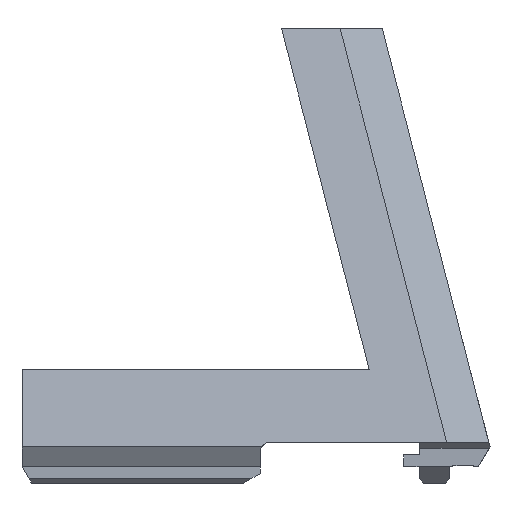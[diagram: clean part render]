
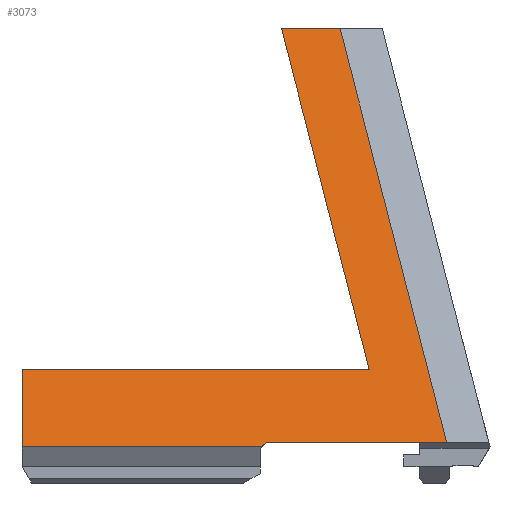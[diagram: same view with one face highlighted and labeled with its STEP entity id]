
A CAD part, left-side view. The second image highlights one B-rep face of the part: STEP entity #3073.
In plain terms, the highlighted planar face has unit normal (-0.968, 0, 0.249).
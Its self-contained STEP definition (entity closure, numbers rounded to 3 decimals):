
#10 = VECTOR ( 'NONE', #1823, 1000. ) ;
#101 = CARTESIAN_POINT ( 'NONE',  ( -272.388, -258.081, 107.153 ) ) ;
#142 = DIRECTION ( 'NONE',  ( 0.179, -0.696, 0.696 ) ) ;
#148 = ORIENTED_EDGE ( 'NONE', *, *, #1529, .F. ) ;
#158 = ORIENTED_EDGE ( 'NONE', *, *, #3222, .T. ) ;
#217 = VECTOR ( 'NONE', #610, 1000. ) ;
#282 = VECTOR ( 'NONE', #142, 1000. ) ;
#292 = LINE ( 'NONE', #2811, #2294 ) ;
#303 = LINE ( 'NONE', #1579, #10 ) ;
#323 = ORIENTED_EDGE ( 'NONE', *, *, #462, .T. ) ;
#350 = CARTESIAN_POINT ( 'NONE',  ( -293.848, -265.195, 23.873 ) ) ;
#357 = CARTESIAN_POINT ( 'NONE',  ( -281.319, 0., 72.494 ) ) ;
#365 = CARTESIAN_POINT ( 'NONE',  ( -293.848, -180.193, 23.873 ) ) ;
#394 = CARTESIAN_POINT ( 'NONE',  ( -319.54, -158.172, -75.828 ) ) ;
#410 = DIRECTION ( 'NONE',  ( 0., -1., 0. ) ) ;
#462 = EDGE_CURVE ( 'NONE', #3141, #2382, #2843, .T. ) ;
#505 = EDGE_CURVE ( 'NONE', #2899, #2910, #303, .T. ) ;
#560 = CARTESIAN_POINT ( 'NONE',  ( -298.454, -284.147, 6. ) ) ;
#610 = DIRECTION ( 'NONE',  ( 0., -1., 0. ) ) ;
#810 = VECTOR ( 'NONE', #918, 1000. ) ;
#905 = VECTOR ( 'NONE', #2067, 1000. ) ;
#910 = VECTOR ( 'NONE', #410, 1000. ) ;
#918 = DIRECTION ( 'NONE',  ( 0.242, 0.242, 0.94 ) ) ;
#1065 = DIRECTION ( 'NONE',  ( 0.968, 0., -0.25 ) ) ;
#1161 = EDGE_CURVE ( 'NONE', #2743, #2328, #2682, .T. ) ;
#1185 = VECTOR ( 'NONE', #1741, 1000. ) ;
#1394 = EDGE_CURVE ( 'NONE', #2910, #1640, #1707, .T. ) ;
#1458 = ORIENTED_EDGE ( 'NONE', *, *, #3133, .F. ) ;
#1529 = EDGE_CURVE ( 'NONE', #3141, #1743, #292, .T. ) ;
#1543 = DIRECTION ( 'NONE',  ( 0.25, 0., 0.968 ) ) ;
#1567 = CARTESIAN_POINT ( 'NONE',  ( -298.752, -238.842, 4.842 ) ) ;
#1579 = CARTESIAN_POINT ( 'NONE',  ( -294.846, -266.193, 20. ) ) ;
#1599 = LINE ( 'NONE', #2593, #217 ) ;
#1640 = VERTEX_POINT ( 'NONE', #101 ) ;
#1707 = LINE ( 'NONE', #1726, #1185 ) ;
#1726 = CARTESIAN_POINT ( 'NONE',  ( -272.388, 0., 107.153 ) ) ;
#1741 = DIRECTION ( 'NONE',  ( 0., -1., 0. ) ) ;
#1743 = VERTEX_POINT ( 'NONE', #365 ) ;
#1793 = EDGE_CURVE ( 'NONE', #2328, #1640, #2754, .T. ) ;
#1806 = CARTESIAN_POINT ( 'NONE',  ( -298.752, -238.5, 4.842 ) ) ;
#1823 = DIRECTION ( 'NONE',  ( 0.242, 0.242, 0.94 ) ) ;
#1903 = CARTESIAN_POINT ( 'NONE',  ( -272.388, -243.734, 107.153 ) ) ;
#1946 = CARTESIAN_POINT ( 'NONE',  ( -265.667, -251.36, 133.234 ) ) ;
#2056 = CARTESIAN_POINT ( 'NONE',  ( -298.454, -240., 6. ) ) ;
#2067 = DIRECTION ( 'NONE',  ( 0., -1., 0. ) ) ;
#2093 = PLANE ( 'NONE',  #2978 ) ;
#2167 = LINE ( 'NONE', #394, #282 ) ;
#2188 = CARTESIAN_POINT ( 'NONE',  ( -298.454, 0., 6. ) ) ;
#2290 = ORIENTED_EDGE ( 'NONE', *, *, #1161, .T. ) ;
#2294 = VECTOR ( 'NONE', #1543, 1000. ) ;
#2328 = VERTEX_POINT ( 'NONE', #560 ) ;
#2382 = VERTEX_POINT ( 'NONE', #1567 ) ;
#2482 = ORIENTED_EDGE ( 'NONE', *, *, #1394, .F. ) ;
#2593 = CARTESIAN_POINT ( 'NONE',  ( -293.848, -180.193, 23.873 ) ) ;
#2629 = FACE_OUTER_BOUND ( 'NONE', #2795, .T. ) ;
#2682 = LINE ( 'NONE', #2188, #910 ) ;
#2743 = VERTEX_POINT ( 'NONE', #2056 ) ;
#2754 = LINE ( 'NONE', #1946, #810 ) ;
#2795 = EDGE_LOOP ( 'NONE', ( #2970, #1458, #148, #323, #158, #2290, #2881, #2482 ) ) ;
#2811 = CARTESIAN_POINT ( 'NONE',  ( -281.319, -180.193, 72.494 ) ) ;
#2843 = LINE ( 'NONE', #1806, #905 ) ;
#2881 = ORIENTED_EDGE ( 'NONE', *, *, #1793, .T. ) ;
#2898 = CARTESIAN_POINT ( 'NONE',  ( -298.752, -180.193, 4.842 ) ) ;
#2899 = VERTEX_POINT ( 'NONE', #350 ) ;
#2910 = VERTEX_POINT ( 'NONE', #1903 ) ;
#2970 = ORIENTED_EDGE ( 'NONE', *, *, #505, .F. ) ;
#2978 = AXIS2_PLACEMENT_3D ( 'NONE', #357, #1065, #3095 ) ;
#3073 = ADVANCED_FACE ( 'NONE', ( #2629 ), #2093, .F. ) ;
#3095 = DIRECTION ( 'NONE',  ( -0.25, 0., -0.968 ) ) ;
#3133 = EDGE_CURVE ( 'NONE', #1743, #2899, #1599, .T. ) ;
#3141 = VERTEX_POINT ( 'NONE', #2898 ) ;
#3222 = EDGE_CURVE ( 'NONE', #2382, #2743, #2167, .T. ) ;
